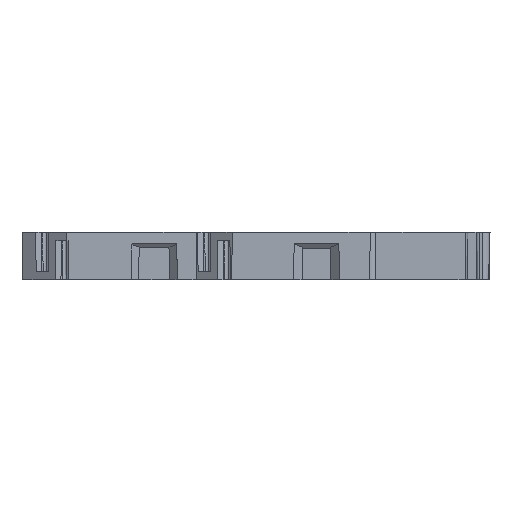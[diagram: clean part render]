
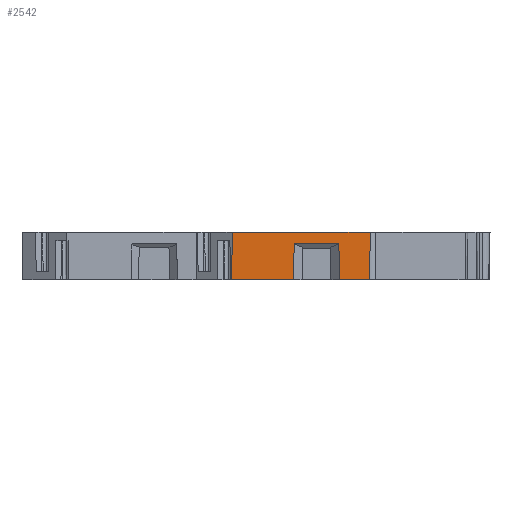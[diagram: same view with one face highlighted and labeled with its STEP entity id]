
A CAD part, left-side view. The second image highlights one B-rep face of the part: STEP entity #2542.
In plain terms, the highlighted planar face has unit normal (-1, 0, -0.018).
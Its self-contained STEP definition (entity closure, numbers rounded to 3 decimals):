
#1893=FACE_OUTER_BOUND('',#4370,.T.);
#2542=ADVANCED_FACE('',(#1893),#3057,.T.);
#3057=PLANE('',#14613);
#4370=EDGE_LOOP('',(#7003,#7004,#7005,#7006,#7007,#7008,#7009,#7010));
#7003=ORIENTED_EDGE('',*,*,#10773,.F.);
#7004=ORIENTED_EDGE('',*,*,#10874,.T.);
#7005=ORIENTED_EDGE('',*,*,#10739,.F.);
#7006=ORIENTED_EDGE('',*,*,#10875,.F.);
#7007=ORIENTED_EDGE('',*,*,#10765,.F.);
#7008=ORIENTED_EDGE('',*,*,#10485,.T.);
#7009=ORIENTED_EDGE('',*,*,#9660,.T.);
#7010=ORIENTED_EDGE('',*,*,#10763,.T.);
#8445=VERTEX_POINT('',#18563);
#8446=VERTEX_POINT('',#18565);
#9067=VERTEX_POINT('',#21188);
#9203=VERTEX_POINT('',#22001);
#9204=VERTEX_POINT('',#22003);
#9221=VERTEX_POINT('',#22049);
#9222=VERTEX_POINT('',#22054);
#9229=VERTEX_POINT('',#22068);
#9660=EDGE_CURVE('',#8446,#8445,#11430,.T.);
#10485=EDGE_CURVE('',#9067,#8446,#11967,.T.);
#10739=EDGE_CURVE('',#9203,#9204,#12150,.T.);
#10763=EDGE_CURVE('',#8445,#9221,#12172,.T.);
#10765=EDGE_CURVE('',#9067,#9222,#12173,.T.);
#10773=EDGE_CURVE('',#9229,#9221,#12181,.T.);
#10874=EDGE_CURVE('',#9229,#9204,#12257,.T.);
#10875=EDGE_CURVE('',#9222,#9203,#12258,.T.);
#11430=LINE('',#18564,#12756);
#11967=LINE('',#21190,#13342);
#12150=LINE('',#22002,#13525);
#12172=LINE('',#22050,#13547);
#12173=LINE('',#22053,#13548);
#12181=LINE('',#22069,#13556);
#12257=LINE('',#22268,#13632);
#12258=LINE('',#22269,#13633);
#12756=VECTOR('',#15068,1.);
#13342=VECTOR('',#16356,1.);
#13525=VECTOR('',#16867,1.);
#13547=VECTOR('',#16905,1.);
#13548=VECTOR('',#16910,1.);
#13556=VECTOR('',#16918,1.);
#13632=VECTOR('',#17046,1.);
#13633=VECTOR('',#17047,1.);
#14613=AXIS2_PLACEMENT_3D('',#22270,#17048,#17049);
#15068=DIRECTION('',(0.,1.,0.));
#16356=DIRECTION('',(-0.017,-0.008,1.));
#16867=DIRECTION('',(0.,1.,0.));
#16905=DIRECTION('',(0.017,0.01,-1.));
#16910=DIRECTION('',(0.,1.,0.));
#16918=DIRECTION('',(0.,1.,0.));
#17046=DIRECTION('',(-0.017,-0.009,1.));
#17047=DIRECTION('',(-0.017,0.009,1.));
#17048=DIRECTION('',(-1.,0.,-0.017));
#17049=DIRECTION('',(0.017,0.,-1.));
#18563=CARTESIAN_POINT('',(-33.57,19.143,0.));
#18564=CARTESIAN_POINT('',(-33.57,-4.963,0.));
#18565=CARTESIAN_POINT('',(-33.57,0.898,0.));
#21188=CARTESIAN_POINT('',(-33.46,0.946,-6.3));
#21190=CARTESIAN_POINT('',(-33.57,0.898,0.003));
#22001=CARTESIAN_POINT('',(-33.545,5.026,-1.458));
#22002=CARTESIAN_POINT('',(-33.545,-4.963,-1.458));
#22003=CARTESIAN_POINT('',(-33.545,10.959,-1.458));
#22049=CARTESIAN_POINT('',(-33.46,19.204,-6.3));
#22050=CARTESIAN_POINT('',(-33.464,19.202,-6.065));
#22053=CARTESIAN_POINT('',(-33.46,10.181,-6.3));
#22054=CARTESIAN_POINT('',(-33.46,4.984,-6.3));
#22068=CARTESIAN_POINT('',(-33.46,11.001,-6.3));
#22069=CARTESIAN_POINT('',(-33.46,10.181,-6.3));
#22268=CARTESIAN_POINT('',(-33.45,11.006,-6.884));
#22269=CARTESIAN_POINT('',(-33.458,4.983,-6.387));
#22270=CARTESIAN_POINT('',(-33.46,-4.963,-6.3));
